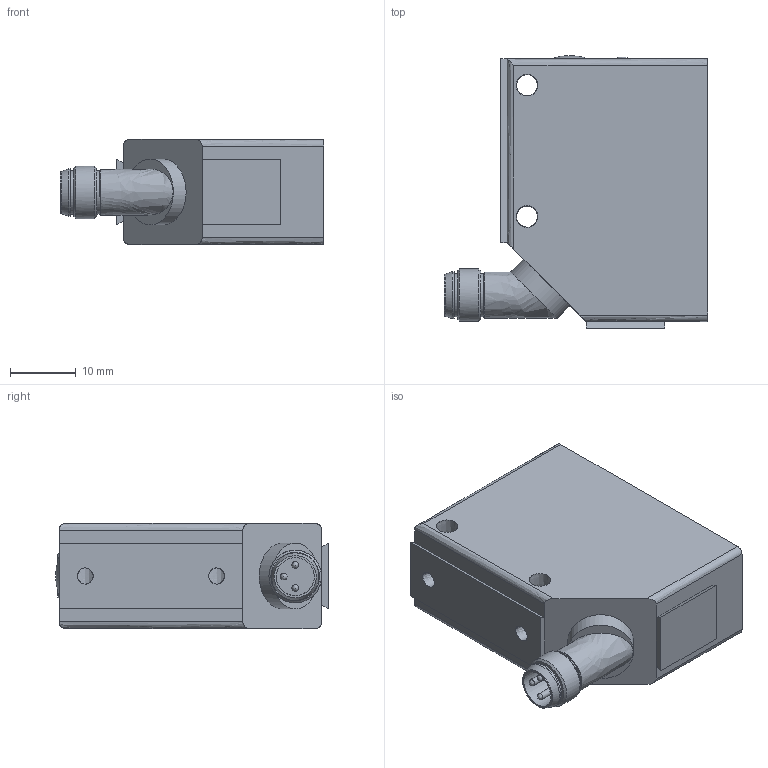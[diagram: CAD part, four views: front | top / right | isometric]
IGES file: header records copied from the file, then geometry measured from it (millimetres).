
Global section: file name: LRT_41_M_2_G3-T3; native system: Autodesk Inventor 2015; preprocessor: unknown; author: lck; date: 20150721.144051; units: millimetre
Bounding box: 40.08 x 41.5 x 16 mm (x, y, z)
Volume: 18936.4 mm3; surface area: 5438.4 mm2
Topology: 1 solids, 1 shells, 63 faces, 167 edges, 115 vertices
Faces by surface type: bspline 63
